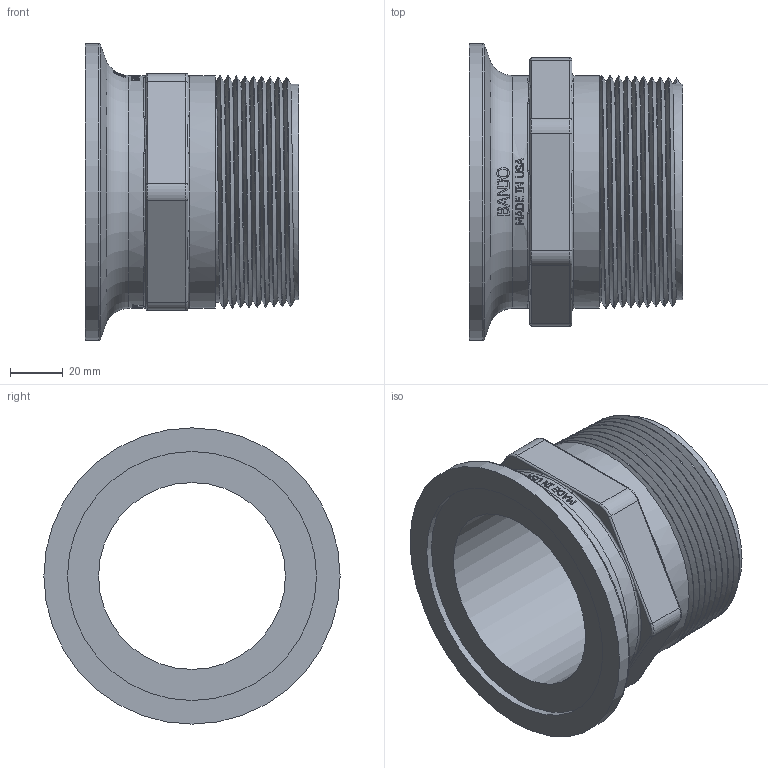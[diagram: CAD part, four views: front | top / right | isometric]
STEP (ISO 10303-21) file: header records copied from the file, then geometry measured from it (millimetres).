
FILE_DESCRIPTION(/* description */ ('3" MNFLD COUPLING X 3" MNPT'),/* implementation_level */ '2;1');
FILE_NAME(/* name */ 'M300MPT.stp',/* time_stamp */ '2018-07-30T11:51:46-04:00',/* author */ ('MJC'),/* organization */ (''),/* preprocessor_version */ 'ST-DEVELOPER v17',/* originating_system */ 'Autodesk Inventor 2018',/* authorisation */ '');
FILE_SCHEMA (('AUTOMOTIVE_DESIGN { 1 0 10303 214 3 1 1 }'));
Length unit declared in the file: inch
Products named in the file (1): M300MPT
Bounding box: 81.28 x 112.78 x 112.78 mm (x, y, z)
Volume: 201298.3 mm3; surface area: 60167.9 mm2
Topology: 1 solids, 1 shells, 421 faces, 1118 edges, 732 vertices
Faces by surface type: plane 189, bspline 141, cylinder 45, torus 35, cone 11
Full cylindrical faces by diameter (mm): 71.12 x1, 88.646 x2, 94.742 x1, 112.776 x1
Entity records: 31890 total; most frequent: CARTESIAN_POINT 22246, ORIENTED_EDGE 2236, DIRECTION 1597, EDGE_CURVE 1118, VERTEX_POINT 732, AXIS2_PLACEMENT_3D 581, EDGE_LOOP 456, LINE 435
